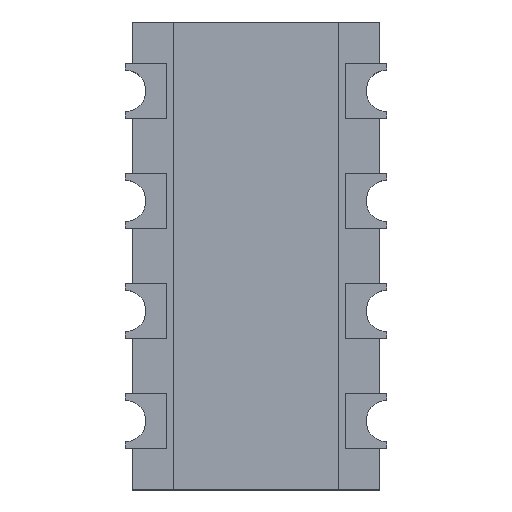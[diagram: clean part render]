
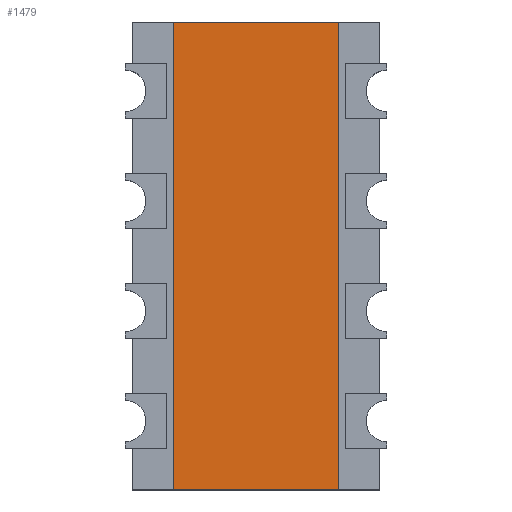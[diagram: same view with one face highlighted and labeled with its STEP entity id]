
A CAD part, top view. The second image highlights one B-rep face of the part: STEP entity #1479.
In plain terms, the highlighted planar face has unit normal (0, 0, 1).
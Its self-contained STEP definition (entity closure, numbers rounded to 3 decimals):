
#1350 = VERTEX_POINT('',#1351);
#1351 = CARTESIAN_POINT('',(0.3,0.,0.6));
#1366 = VERTEX_POINT('',#1367);
#1367 = CARTESIAN_POINT('',(0.3,3.4,0.6));
#1373 = EDGE_CURVE('',#1350,#1366,#1374,.T.);
#1374 = LINE('',#1375,#1376);
#1375 = CARTESIAN_POINT('',(0.3,0.,0.6));
#1376 = VECTOR('',#1377,1.);
#1377 = DIRECTION('',(0.,1.,0.));
#1390 = VERTEX_POINT('',#1391);
#1391 = CARTESIAN_POINT('',(1.5,0.,0.6));
#1406 = VERTEX_POINT('',#1407);
#1407 = CARTESIAN_POINT('',(1.5,3.4,0.6));
#1413 = EDGE_CURVE('',#1390,#1406,#1414,.T.);
#1414 = LINE('',#1415,#1416);
#1415 = CARTESIAN_POINT('',(1.5,0.,0.6));
#1416 = VECTOR('',#1417,1.);
#1417 = DIRECTION('',(0.,1.,0.));
#1434 = EDGE_CURVE('',#1350,#1390,#1435,.T.);
#1435 = LINE('',#1436,#1437);
#1436 = CARTESIAN_POINT('',(0.3,0.,0.6));
#1437 = VECTOR('',#1438,1.);
#1438 = DIRECTION('',(1.,0.,0.));
#1456 = EDGE_CURVE('',#1366,#1406,#1457,.T.);
#1457 = LINE('',#1458,#1459);
#1458 = CARTESIAN_POINT('',(0.3,3.4,0.6));
#1459 = VECTOR('',#1460,1.);
#1460 = DIRECTION('',(1.,0.,0.));
#1479 = ADVANCED_FACE('',(#1480),#1486,.T.);
#1480 = FACE_BOUND('',#1481,.T.);
#1481 = EDGE_LOOP('',(#1482,#1483,#1484,#1485));
#1482 = ORIENTED_EDGE('',*,*,#1373,.F.);
#1483 = ORIENTED_EDGE('',*,*,#1434,.T.);
#1484 = ORIENTED_EDGE('',*,*,#1413,.T.);
#1485 = ORIENTED_EDGE('',*,*,#1456,.F.);
#1486 = PLANE('',#1487);
#1487 = AXIS2_PLACEMENT_3D('',#1488,#1489,#1490);
#1488 = CARTESIAN_POINT('',(0.3,0.,0.6));
#1489 = DIRECTION('',(0.,0.,1.));
#1490 = DIRECTION('',(1.,0.,0.));
